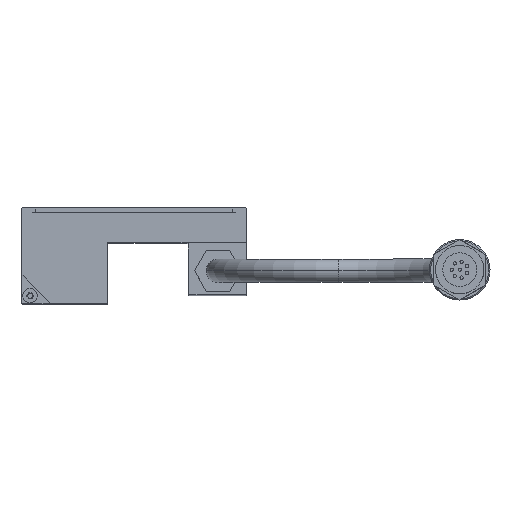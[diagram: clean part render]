
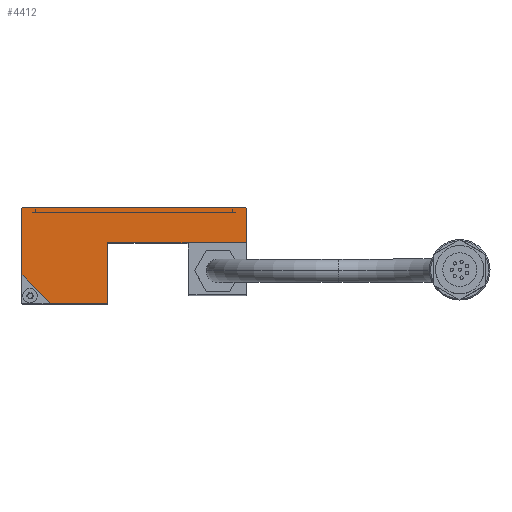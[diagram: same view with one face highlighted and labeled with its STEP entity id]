
A CAD part, top view. The second image highlights one B-rep face of the part: STEP entity #4412.
In plain terms, the highlighted planar face has unit normal (0, 0, 1).
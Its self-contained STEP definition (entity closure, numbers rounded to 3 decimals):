
#2030 = EDGE_CURVE( '', #2450, #2542, #5852, .T. );
#2450 = VERTEX_POINT( '', #6308 );
#2542 = VERTEX_POINT( '', #6407 );
#2864 = VERTEX_POINT( '', #6760 );
#2876 = EDGE_CURVE( '', #3470, #3204, #6772, .T. );
#3114 = EDGE_CURVE( '', #5400, #3470, #7035, .T. );
#3176 = VERTEX_POINT( '', #7104 );
#3204 = VERTEX_POINT( '', #7135 );
#3320 = EDGE_CURVE( '', #2542, #3176, #7273, .T. );
#3470 = VERTEX_POINT( '', #7432 );
#3658 = VERTEX_POINT( '', #7643 );
#3962 = VERTEX_POINT( '', #7982 );
#4078 = EDGE_CURVE( '', #3962, #4944, #8106, .T. );
#4118 = EDGE_CURVE( '', #3658, #2450, #8151, .T. );
#4412 = ADVANCED_FACE( '', ( #8475 ), #8476, .T. );
#4580 = EDGE_CURVE( '', #3176, #5400, #8659, .T. );
#4792 = EDGE_CURVE( '', #4944, #2864, #8907, .T. );
#4944 = VERTEX_POINT( '', #9085 );
#4980 = EDGE_CURVE( '', #3204, #3962, #9125, .T. );
#5400 = VERTEX_POINT( '', #9591 );
#5502 = EDGE_CURVE( '', #2864, #3658, #9704, .T. );
#5852 = LINE( '', #10111, #10112 );
#6308 = CARTESIAN_POINT( '', ( 24.3, 19.4, 0. ) );
#6407 = CARTESIAN_POINT( '', ( 24.3, 27.9, 0. ) );
#6760 = CARTESIAN_POINT( '', ( -10., 4.45, 0. ) );
#6772 = LINE( '', #11347, #11348 );
#7035 = LINE( '', #11709, #11710 );
#7104 = CARTESIAN_POINT( '', ( 24.2, 28., 0. ) );
#7135 = CARTESIAN_POINT( '', ( -31.3, 11.35, 0. ) );
#7273 = LINE( '', #12017, #12018 );
#7432 = CARTESIAN_POINT( '', ( -31.3, 27.9, 0. ) );
#7643 = CARTESIAN_POINT( '', ( -10., 19.4, 0. ) );
#7982 = CARTESIAN_POINT( '', ( -24.3, 4.35, 0. ) );
#8106 = LINE( '', #13125, #13126 );
#8151 = LINE( '', #13193, #13194 );
#8475 = FACE_OUTER_BOUND( '', #13652, .T. );
#8476 = PLANE( '', #13653 );
#8659 = LINE( '', #13891, #13892 );
#8907 = LINE( '', #14202, #14203 );
#9085 = CARTESIAN_POINT( '', ( -10.1, 4.35, 0. ) );
#9125 = LINE( '', #14481, #14482 );
#9591 = CARTESIAN_POINT( '', ( -31.2, 28., 0. ) );
#9704 = LINE( '', #15233, #15234 );
#10111 = CARTESIAN_POINT( '', ( 24.3, 6.55, 0. ) );
#10112 = VECTOR( '', #15724, 1. );
#11347 = CARTESIAN_POINT( '', ( -31.3, 27.9, 0. ) );
#11348 = VECTOR( '', #16766, 1. );
#11709 = CARTESIAN_POINT( '', ( -31.2, 28., 0. ) );
#11710 = VECTOR( '', #17080, 1. );
#12017 = CARTESIAN_POINT( '', ( 24.3, 27.9, 0. ) );
#12018 = VECTOR( '', #17370, 1. );
#13125 = CARTESIAN_POINT( '', ( -31.2, 4.35, 0. ) );
#13126 = VECTOR( '', #18359, 1. );
#13193 = CARTESIAN_POINT( '', ( -10., 19.4, 0. ) );
#13194 = VECTOR( '', #18410, 1. );
#13652 = EDGE_LOOP( '', ( #18793, #18794, #18795, #18796, #18797, #18798, #18799, #18800, #18801, #18802 ) );
#13653 = AXIS2_PLACEMENT_3D( '', #18803, #18804, #18805 );
#13891 = CARTESIAN_POINT( '', ( 24.2, 28., 0. ) );
#13892 = VECTOR( '', #19020, 1. );
#14202 = CARTESIAN_POINT( '', ( -10.1, 4.35, 0. ) );
#14203 = VECTOR( '', #19364, 1. );
#14481 = CARTESIAN_POINT( '', ( -17.138, -2.813, 0. ) );
#14482 = VECTOR( '', #19655, 1. );
#15233 = CARTESIAN_POINT( '', ( -10., 4.45, 0. ) );
#15234 = VECTOR( '', #20377, 1. );
#15724 = DIRECTION( '', ( 0., 1., 0. ) );
#16766 = DIRECTION( '', ( 0., -1., 0. ) );
#17080 = DIRECTION( '', ( -0.707, -0.707, 0. ) );
#17370 = DIRECTION( '', ( -0.707, 0.707, 0. ) );
#18359 = DIRECTION( '', ( 1., 0., 0. ) );
#18410 = DIRECTION( '', ( 1., 0., 0. ) );
#18793 = ORIENTED_EDGE( '', *, *, #4980, .T. );
#18794 = ORIENTED_EDGE( '', *, *, #4078, .T. );
#18795 = ORIENTED_EDGE( '', *, *, #4792, .T. );
#18796 = ORIENTED_EDGE( '', *, *, #5502, .T. );
#18797 = ORIENTED_EDGE( '', *, *, #4118, .T. );
#18798 = ORIENTED_EDGE( '', *, *, #2030, .T. );
#18799 = ORIENTED_EDGE( '', *, *, #3320, .T. );
#18800 = ORIENTED_EDGE( '', *, *, #4580, .T. );
#18801 = ORIENTED_EDGE( '', *, *, #3114, .T. );
#18802 = ORIENTED_EDGE( '', *, *, #2876, .T. );
#18803 = CARTESIAN_POINT( '', ( 0., 0., 0. ) );
#18804 = DIRECTION( '', ( 0., 0., 1. ) );
#18805 = DIRECTION( '', ( 1., 0., 0. ) );
#19020 = DIRECTION( '', ( -1., 0., 0. ) );
#19364 = DIRECTION( '', ( 0.707, 0.707, 0. ) );
#19655 = DIRECTION( '', ( 0.707, -0.707, 0. ) );
#20377 = DIRECTION( '', ( 0., 1., 0. ) );
